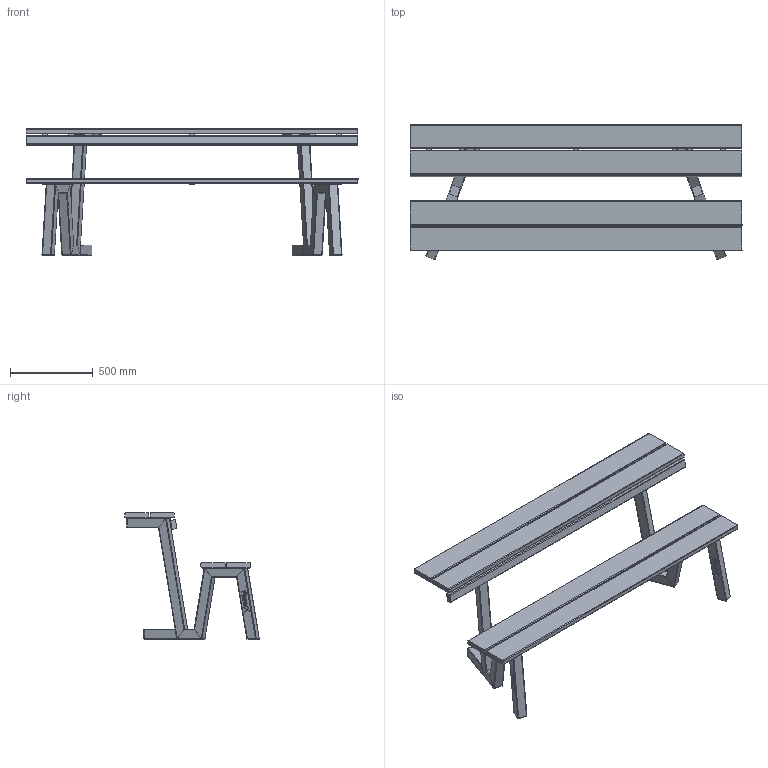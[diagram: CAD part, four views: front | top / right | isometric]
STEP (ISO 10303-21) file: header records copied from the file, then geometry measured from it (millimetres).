
FILE_DESCRIPTION(/* description */ (''),/* implementation_level */ '2;1');
FILE_NAME(/* name */ 'MR DUAL BENCH',/* time_stamp */ '2023-12-20T10:43:05+01:00',/* author */ (''),/* organization */ (''),/* preprocessor_version */ 'ST-DEVELOPER v16.5',/* originating_system */ 'HiCAD 2021 2600.0 Build 209',/* authorisation */ '');
FILE_SCHEMA (('AUTOMOTIVE_DESIGN { 1 0 10303 214 1 1 1 1 }'));
Length unit declared in the file: millimetre
Products named in the file (26): Root; Mr Dual Bench_Assembly_0; Eindframe met logo MR Bench B_Assembly_0; FRQ 60x60x2_Hollow profiles_0; 2mm plaat_Sheet Metal_0; 4mm plaat_Sheet Metal_0; 4mm plaat_Sheet Metal; planken 145x30_Various rectangular profiles_0; planken 55x30_Various rectangular profiles_0; Eindframe met logo MR Bench A_Assembly_0
Assembly tree (34 placements, depth 4):
  Root
    Mr Dual Bench_Assembly_0
      Eindframe met logo MR Bench B_Assembly_0
        FRQ 60x60x2_Hollow profiles_0
        FRQ 60x60x2_Hollow profiles_0
        2mm plaat_Sheet Metal_0
        2mm plaat_Sheet Metal_0
        FRQ 60x60x2_Hollow profiles_0
        FRQ 60x60x2_Hollow profiles_0
        FRQ 60x60x2_Hollow profiles_0
        FRQ 60x60x2_Hollow profiles_0
        FRQ 60x60x2_Hollow profiles_0
        4mm plaat_Sheet Metal_0
        4mm plaat_Sheet Metal
      planken 145x30_Various rectangular profiles_0
      planken 145x30_Various rectangular profiles_0
      planken 145x30_Various rectangular profiles_0
      planken 145x30_Various rectangular profiles_0
      planken 55x30_Various rectangular profiles_0
      Eindframe met logo MR Bench A_Assembly_0
        FRQ 60x60x2_Hollow profiles_0
        FRQ 60x60x2_Hollow profiles_0
        2mm plaat_Sheet Metal_0
        FRQ 60x60x2_Hollow profiles_0
        FRQ 60x60x2_Hollow profiles_0
        FRQ 60x60x2_Hollow profiles_0
        4mm plaat_Sheet Metal_0
        FRQ 60x60x2_Hollow profiles_0
        4mm plaat_Sheet Metal
        2mm plaat_Sheet Metal_0
        FRQ 60x60x2_Hollow profiles_0
      4mm plaat_Sheet Metal_0
      4mm plaat_Sheet Metal_0
      4mm plaat_Sheet Metal_0
      4mm plaat_Sheet Metal_0
Bounding box: 2000 x 811.11 x 759.33 mm (x, y, z)
Volume: 40452472.8 mm3; surface area: 5413791.1 mm2
Topology: 31 solids, 31 shells, 905 faces, 2538 edges, 1669 vertices
Faces by surface type: plane 518, cylinder 353, bspline 34
Full cylindrical faces by diameter (mm): 6 x47, 8 x44, 28 x6
Entity records: 43513 total; most frequent: CARTESIAN_POINT 7019, PRESENTATION_STYLE_ASSIGNMENT 3674, COLOUR_RGB 3653, DRAUGHTING_PRE_DEFINED_CURVE_FONT 3652, CURVE_STYLE 3652, OVER_RIDING_STYLED_ITEM 3652, ORIENTED_EDGE 3652, DIRECTION 3640
